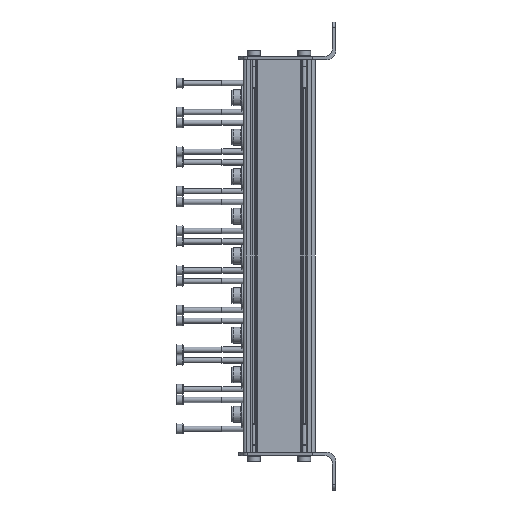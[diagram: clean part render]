
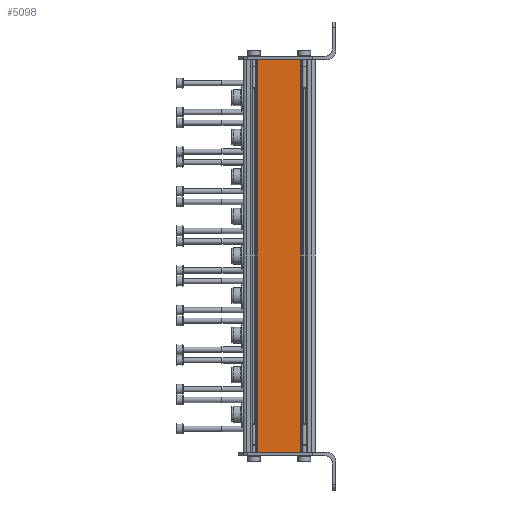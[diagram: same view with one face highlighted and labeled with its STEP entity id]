
A CAD part, left-side view. The second image highlights one B-rep face of the part: STEP entity #5098.
In plain terms, the highlighted planar face has unit normal (-1, 0, 0).
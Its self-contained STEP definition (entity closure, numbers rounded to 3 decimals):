
#400=LINE('',#8411,#726);
#401=LINE('',#8413,#727);
#402=LINE('',#8415,#728);
#403=LINE('',#8417,#729);
#726=VECTOR('',#6563,1000.);
#727=VECTOR('',#6566,1000.);
#728=VECTOR('',#6567,1000.);
#729=VECTOR('',#6568,1000.);
#956=PLANE('',#5592);
#1673=ORIENTED_EDGE('',*,*,#2944,.F.);
#1674=ORIENTED_EDGE('',*,*,#2943,.F.);
#1675=ORIENTED_EDGE('',*,*,#2945,.T.);
#1676=ORIENTED_EDGE('',*,*,#2946,.T.);
#2943=EDGE_CURVE('',#3546,#3545,#400,.T.);
#2944=EDGE_CURVE('',#3545,#3547,#401,.T.);
#2945=EDGE_CURVE('',#3546,#3548,#402,.T.);
#2946=EDGE_CURVE('',#3548,#3547,#403,.T.);
#3545=VERTEX_POINT('',#8408);
#3546=VERTEX_POINT('',#8410);
#3547=VERTEX_POINT('',#8414);
#3548=VERTEX_POINT('',#8416);
#4014=EDGE_LOOP('',(#1673,#1674,#1675,#1676));
#4502=FACE_BOUND('',#4014,.T.);
#5098=ADVANCED_FACE('',(#4502),#956,.T.);
#5592=AXIS2_PLACEMENT_3D('',#8412,#6564,#6565);
#6563=DIRECTION('',(0.,0.,1.));
#6564=DIRECTION('',(-1.,0.,0.));
#6565=DIRECTION('',(0.,0.,1.));
#6566=DIRECTION('',(0.,-1.,0.));
#6567=DIRECTION('',(0.,-1.,0.));
#6568=DIRECTION('',(0.,0.,1.));
#8408=CARTESIAN_POINT('',(-11.5,11.979,0.));
#8410=CARTESIAN_POINT('',(-11.5,11.979,-218.));
#8411=CARTESIAN_POINT('',(-11.5,11.979,-218.));
#8412=CARTESIAN_POINT('',(-11.5,11.979,-218.));
#8413=CARTESIAN_POINT('',(-11.5,11.979,0.));
#8414=CARTESIAN_POINT('',(-11.5,-11.979,0.));
#8415=CARTESIAN_POINT('',(-11.5,11.979,-218.));
#8416=CARTESIAN_POINT('',(-11.5,-11.979,-218.));
#8417=CARTESIAN_POINT('',(-11.5,-11.979,-218.));
